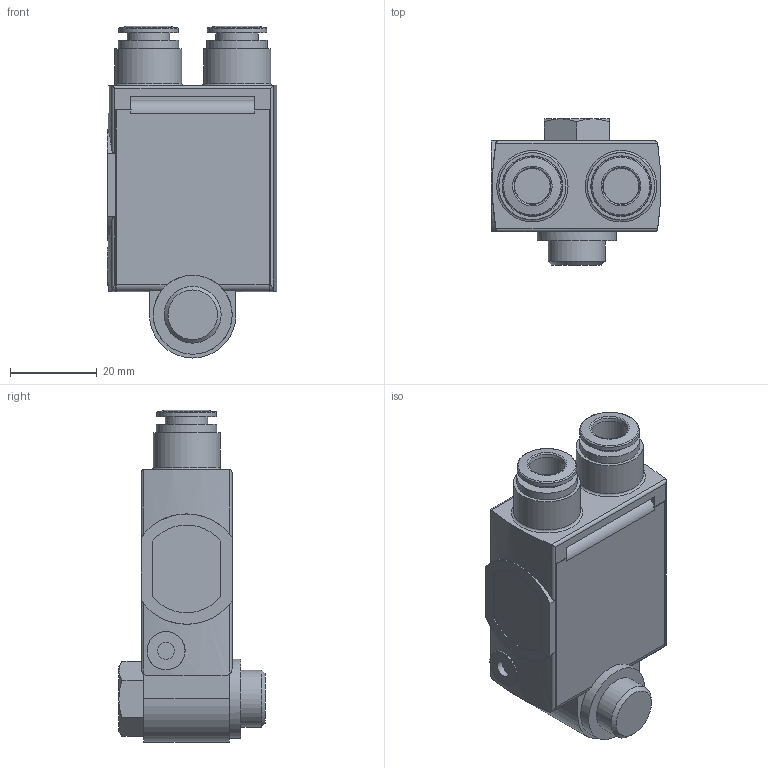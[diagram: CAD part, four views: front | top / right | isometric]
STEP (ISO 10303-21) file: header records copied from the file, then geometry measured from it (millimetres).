
FILE_DESCRIPTION(/* description */ ('STEP AP214'),/* implementation_level */ '2;1');
FILE_NAME(/* name */ '1927027_VBNF-LBA-G14-Q8',/* time_stamp */ '2024-09-13T08:32:16+02:00',/* author */ ('License CC BY-ND 4.0'),/* organization */ ('CADENAS'),/* preprocessor_version */ 'ST-DEVELOPER v19.3',/* originating_system */ 'PARTsolutions',/* authorisation */ ' ');
FILE_SCHEMA (('AUTOMOTIVE_DESIGN {1 0 10303 214 3 1 1}'));
Length unit declared in the file: millimetre
Products named in the file (1): 1927027 VBNF-LBA-G14-Q8
Bounding box: 39.18 x 33.8 x 76.75 mm (x, y, z)
Volume: 48538.1 mm3; surface area: 11827.6 mm2
Topology: 1 solids, 1 shells, 162 faces, 416 edges, 272 vertices
Faces by surface type: plane 102, cylinder 43, cone 11, torus 6
Full cylindrical faces by diameter (mm): 3.9 x1, 8.2 x2, 8.8 x1, 9.8 x2, 13.157 x1, 13.8 x2, 14 x2, 15.5 x2, 18.25 x1
Entity records: 5959 total; most frequent: CARTESIAN_POINT 956, DIRECTION 780, ORIENTED_EDGE 774, EDGE_CURVE 387, VERTEX_POINT 268, AXIS2_PLACEMENT_3D 267, LINE 246, VECTOR 246
